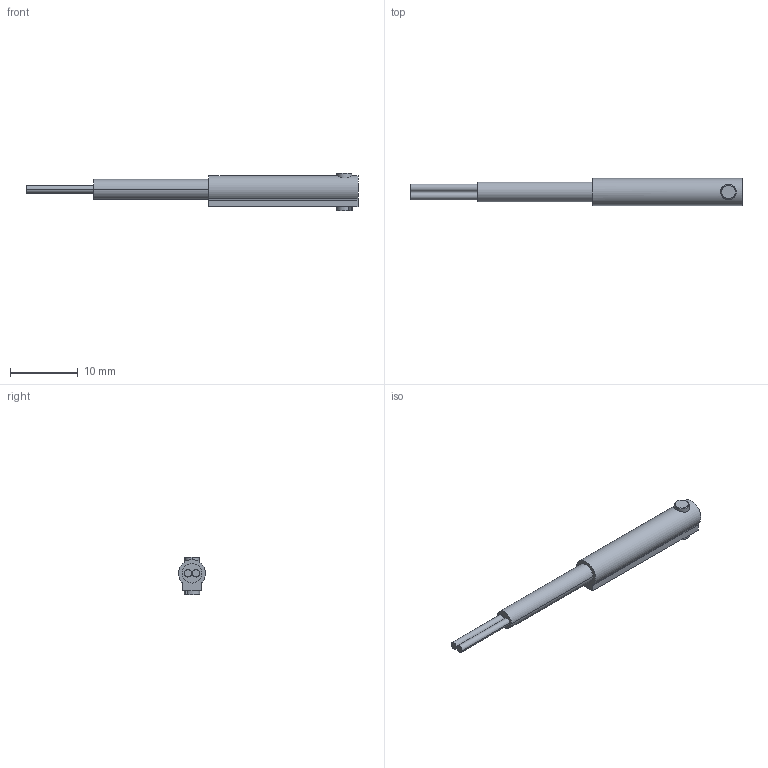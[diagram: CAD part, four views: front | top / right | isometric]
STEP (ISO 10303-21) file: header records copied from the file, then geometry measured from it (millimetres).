
FILE_DESCRIPTION((''),'2;1');
FILE_NAME('BO-07RNC','2020-05-25T15:40:11',('Administrator'),(''),'CREO PARAMETRIC BY PTC INC, 2018400','CREO PARAMETRIC BY PTC INC, 2018400','');
FILE_SCHEMA(('AUTOMOTIVE_DESIGN { 1 0 10303 214 1 1 1 1 }'));
Length unit declared in the file: millimetre
Products named in the file (1): BO-07RNC
Bounding box: 49 x 4 x 5.6 mm (x, y, z)
Volume: 458.1 mm3; surface area: 611.2 mm2
Topology: 1 solids, 1 shells, 39 faces, 84 edges, 54 vertices
Faces by surface type: plane 20, cylinder 17, cone 2
Entity records: 1316 total; most frequent: CARTESIAN_POINT 215, DIRECTION 194, ORIENTED_EDGE 168, EDGE_CURVE 84, AXIS2_PLACEMENT_3D 73, VERTEX_POINT 54, VECTOR 48, LINE 48
